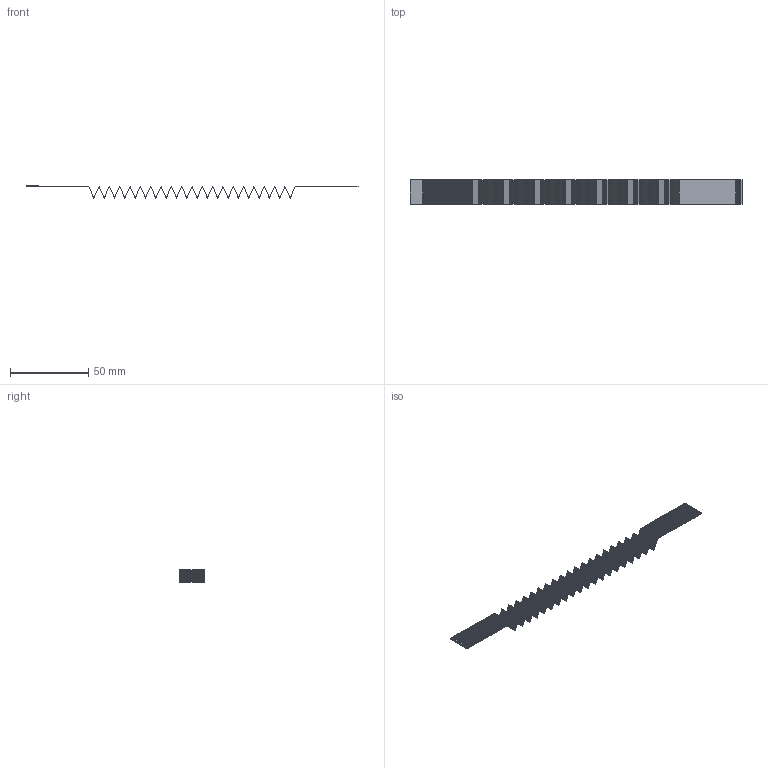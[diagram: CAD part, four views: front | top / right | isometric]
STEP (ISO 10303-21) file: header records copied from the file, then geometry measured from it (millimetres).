
FILE_DESCRIPTION(/* description */ ('Unknown'),/* implementation_level */ '2;1');
FILE_NAME(/* name */ '687730141002',/* time_stamp */ '2020-12-11T15:43:30+01:00',/* author */ ('Unknown'),/* organization */ ('Unknown'),/* preprocessor_version */ 'ST-DEVELOPER v16.7',/* originating_system */ 'DEX',/* authorisation */ $);
FILE_SCHEMA (('AUTOMOTIVE_DESIGN {1 0 10303 214 3 1 1}'));
Products named in the file (2): 6877xx141002; 687730141002
Assembly tree (1 placements, depth 2):
  6877xx141002
    687730141002
Bounding box: 212.08 x 15.5 x 7.84 mm (x, y, z)
Volume: 555.5 mm3; surface area: 20251.9 mm2
Topology: 1 solids, 31 shells, 2984 faces, 8638 edges, 5716 vertices
Faces by surface type: plane 2984
Entity records: 118079 total; most frequent: CARTESIAN_POINT 20946, ORIENTED_EDGE 17276, DIRECTION 13408, EDGE_CURVE 8638, LINE 7436, VECTOR 7436, VERTEX_POINT 5716, AXIS2_PLACEMENT_3D 2986
